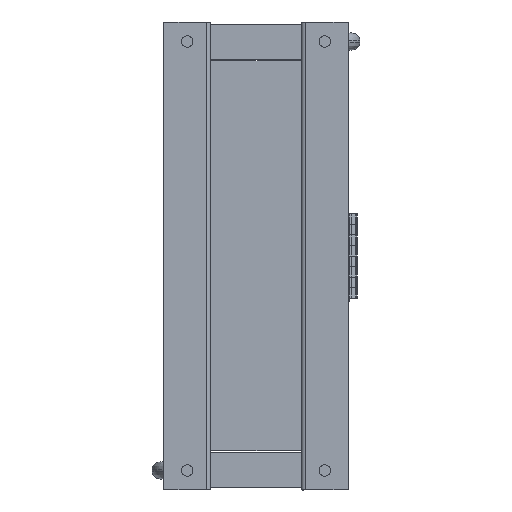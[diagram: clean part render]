
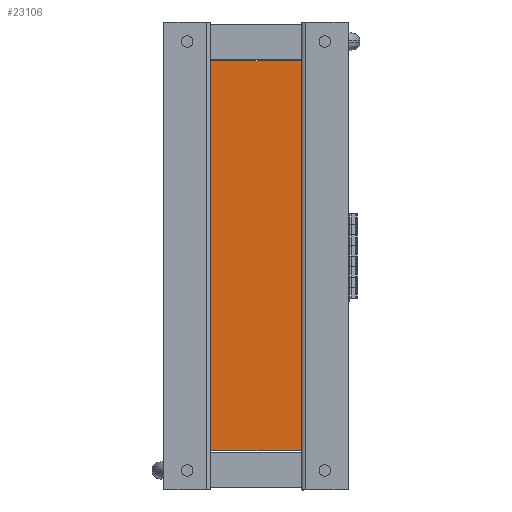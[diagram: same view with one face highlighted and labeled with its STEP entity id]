
A CAD part, front view. The second image highlights one B-rep face of the part: STEP entity #23106.
In plain terms, the highlighted planar face has unit normal (0, -1, 0).
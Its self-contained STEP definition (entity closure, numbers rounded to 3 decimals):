
#2030=FACE_OUTER_BOUND('',#3265,.T.);
#3265=EDGE_LOOP('',(#15490,#15491,#15492,#15493));
#4591=LINE('',#33360,#7227);
#4592=LINE('',#33363,#7228);
#4593=LINE('',#33365,#7229);
#4594=LINE('',#33366,#7230);
#7227=VECTOR('',#26739,10.);
#7228=VECTOR('',#26742,10.);
#7229=VECTOR('',#26743,10.);
#7230=VECTOR('',#26744,10.);
#9856=VERTEX_POINT('',#33353);
#9859=VERTEX_POINT('',#33358);
#9860=VERTEX_POINT('',#33362);
#9861=VERTEX_POINT('',#33364);
#12087=EDGE_CURVE('',#9856,#9859,#4591,.T.);
#12088=EDGE_CURVE('',#9860,#9856,#4592,.T.);
#12089=EDGE_CURVE('',#9861,#9859,#4593,.T.);
#12090=EDGE_CURVE('',#9860,#9861,#4594,.T.);
#15490=ORIENTED_EDGE('',*,*,#12088,.T.);
#15491=ORIENTED_EDGE('',*,*,#12087,.T.);
#15492=ORIENTED_EDGE('',*,*,#12089,.F.);
#15493=ORIENTED_EDGE('',*,*,#12090,.F.);
#22227=PLANE('',#24695);
#23106=ADVANCED_FACE('',(#2030),#22227,.T.);
#24695=AXIS2_PLACEMENT_3D('',#33361,#26740,#26741);
#26739=DIRECTION('',(1.,0.,0.));
#26740=DIRECTION('center_axis',(0.,-1.,0.));
#26741=DIRECTION('ref_axis',(0.,0.,-1.));
#26742=DIRECTION('',(0.,0.,-1.));
#26743=DIRECTION('',(0.,0.,-1.));
#26744=DIRECTION('',(1.,0.,0.));
#33353=CARTESIAN_POINT('',(0.,0.,0.));
#33358=CARTESIAN_POINT('',(70.,0.,0.));
#33360=CARTESIAN_POINT('',(0.,0.,0.));
#33361=CARTESIAN_POINT('Origin',(0.,0.,300.));
#33362=CARTESIAN_POINT('',(0.,0.,300.));
#33363=CARTESIAN_POINT('',(0.,0.,300.));
#33364=CARTESIAN_POINT('',(70.,0.,300.));
#33365=CARTESIAN_POINT('',(70.,0.,300.));
#33366=CARTESIAN_POINT('',(0.,0.,300.));
